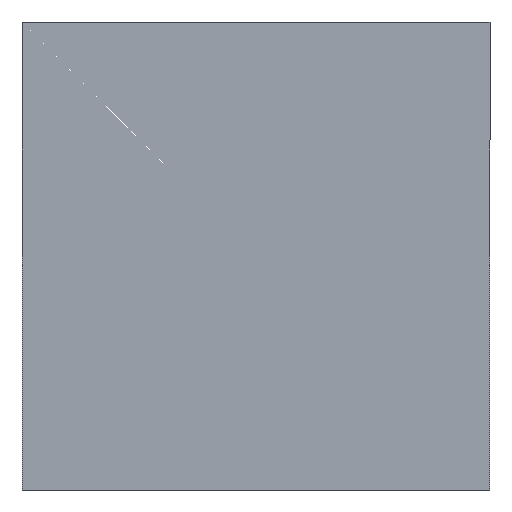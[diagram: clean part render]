
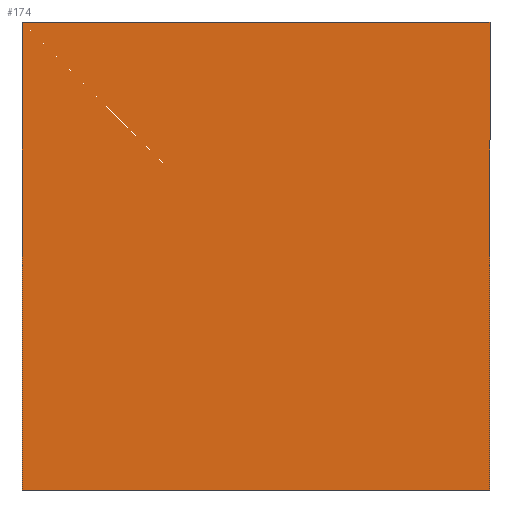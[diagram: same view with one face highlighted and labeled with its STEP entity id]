
A CAD part, front view. The second image highlights one B-rep face of the part: STEP entity #174.
In plain terms, the highlighted planar face has unit normal (0, -1, 0).
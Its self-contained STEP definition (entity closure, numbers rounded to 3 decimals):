
#5 = VERTEX_POINT ( 'NONE', #49 ) ;
#6 = CARTESIAN_POINT ( 'NONE',  ( 6.25, 0., 6.25 ) ) ;
#9 = CARTESIAN_POINT ( 'NONE',  ( -6.25, 0., -6.25 ) ) ;
#10 = EDGE_CURVE ( 'NONE', #31, #86, #121, .T. ) ;
#14 = CARTESIAN_POINT ( 'NONE',  ( -6.25, 0., 6.25 ) ) ;
#16 = ORIENTED_EDGE ( 'NONE', *, *, #35, .F. ) ;
#27 = DIRECTION ( 'NONE',  ( 0., 0., 1. ) ) ;
#31 = VERTEX_POINT ( 'NONE', #6 ) ;
#32 = DIRECTION ( 'NONE',  ( 0., 0., 1. ) ) ;
#35 = EDGE_CURVE ( 'NONE', #69, #5, #64, .T. ) ;
#38 = ORIENTED_EDGE ( 'NONE', *, *, #10, .F. ) ;
#42 = CARTESIAN_POINT ( 'NONE',  ( 6.25, 0., -6.25 ) ) ;
#49 = CARTESIAN_POINT ( 'NONE',  ( -6.25, 0., 6.25 ) ) ;
#50 = CARTESIAN_POINT ( 'NONE',  ( -6.25, 0., -6.25 ) ) ;
#55 = FACE_OUTER_BOUND ( 'NONE', #180, .T. ) ;
#60 = CARTESIAN_POINT ( 'NONE',  ( 0., 0., 0. ) ) ;
#64 = LINE ( 'NONE', #70, #112 ) ;
#69 = VERTEX_POINT ( 'NONE', #9 ) ;
#70 = CARTESIAN_POINT ( 'NONE',  ( -6.25, 0., -6.25 ) ) ;
#75 = PLANE ( 'NONE',  #191 ) ;
#86 = VERTEX_POINT ( 'NONE', #42 ) ;
#91 = EDGE_CURVE ( 'NONE', #86, #69, #162, .T. ) ;
#107 = ORIENTED_EDGE ( 'NONE', *, *, #197, .F. ) ;
#112 = VECTOR ( 'NONE', #27, 1000. ) ;
#119 = ORIENTED_EDGE ( 'NONE', *, *, #91, .F. ) ;
#121 = LINE ( 'NONE', #153, #200 ) ;
#123 = DIRECTION ( 'NONE',  ( 1., 0., 0. ) ) ;
#124 = DIRECTION ( 'NONE',  ( 0., 1., 0. ) ) ;
#129 = DIRECTION ( 'NONE',  ( -1., 0., 0. ) ) ;
#131 = VECTOR ( 'NONE', #129, 1000. ) ;
#144 = DIRECTION ( 'NONE',  ( 0., 0., -1. ) ) ;
#153 = CARTESIAN_POINT ( 'NONE',  ( 6.25, 0., -6.25 ) ) ;
#162 = LINE ( 'NONE', #50, #131 ) ;
#174 = ADVANCED_FACE ( 'NONE', ( #55 ), #75, .F. ) ;
#180 = EDGE_LOOP ( 'NONE', ( #38, #107, #16, #119 ) ) ;
#181 = LINE ( 'NONE', #14, #187 ) ;
#187 = VECTOR ( 'NONE', #123, 1000. ) ;
#191 = AXIS2_PLACEMENT_3D ( 'NONE', #60, #124, #32 ) ;
#197 = EDGE_CURVE ( 'NONE', #5, #31, #181, .T. ) ;
#200 = VECTOR ( 'NONE', #144, 1000. ) ;
